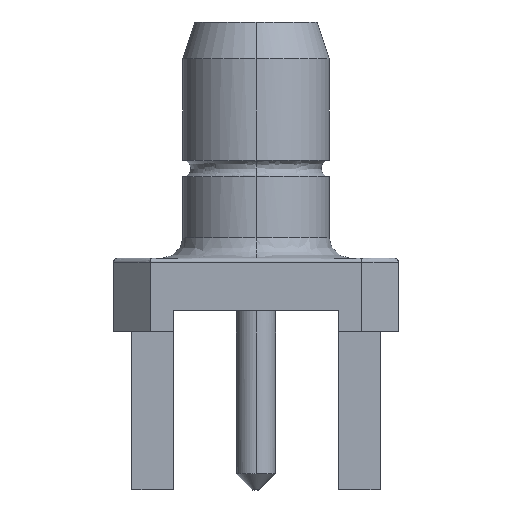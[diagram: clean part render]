
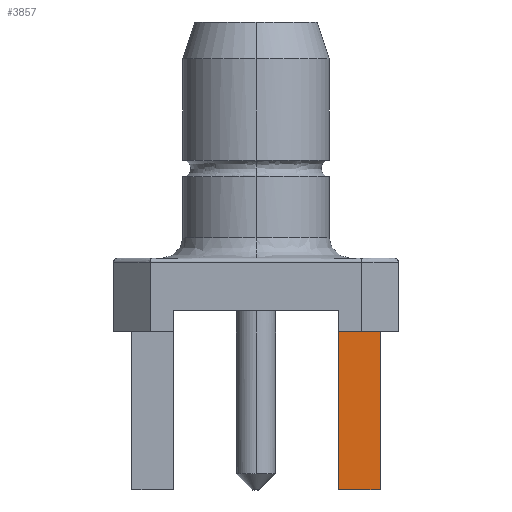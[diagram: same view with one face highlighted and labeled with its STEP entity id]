
A CAD part, left-side view. The second image highlights one B-rep face of the part: STEP entity #3857.
In plain terms, the highlighted free-form (B-spline) face has degree [1, 1] with [2, 2] control points.
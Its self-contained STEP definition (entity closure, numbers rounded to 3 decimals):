
#1784 = B_SPLINE_SURFACE_WITH_KNOTS('',1,1,(
    (#1785,#1786)
    ,(#1787,#1788
    )),.UNSPECIFIED.,.F.,.F.,.F.,(2,2),(2,2),(0.,4.4),(-1.47,0.),
  .PIECEWISE_BEZIER_KNOTS.);
#1785 = CARTESIAN_POINT('',(-1.378,-0.799,-1.5));
#1786 = CARTESIAN_POINT('',(-0.799,-0.799,-1.5));
#1787 = CARTESIAN_POINT('',(-1.378,-0.799,0.232));
#1788 = CARTESIAN_POINT('',(-0.799,-0.799,0.232));
#2092 = B_SPLINE_SURFACE_WITH_KNOTS('',1,1,(
    (#2093,#2094)
    ,(#2095,#2096
    )),.UNSPECIFIED.,.F.,.F.,.F.,(2,2),(2,2),(-0.735,-0.285),(-0.285,
    0.735),.PIECEWISE_BEZIER_KNOTS.);
#2093 = CARTESIAN_POINT('',(-1.378,-1.201,0.035));
#2094 = CARTESIAN_POINT('',(-1.378,-0.799,0.035));
#2095 = CARTESIAN_POINT('',(-1.201,-1.201,0.035));
#2096 = CARTESIAN_POINT('',(-1.201,-0.799,0.035));
#2798 = VERTEX_POINT('',#2799);
#2799 = CARTESIAN_POINT('',(-1.201,-1.201,0.035));
#2840 = EDGE_CURVE('',#2798,#2841,#2843,.T.);
#2841 = VERTEX_POINT('',#2842);
#2842 = CARTESIAN_POINT('',(-1.201,-0.799,0.035));
#2843 = SURFACE_CURVE('',#2844,(#2847,#2853),.PCURVE_S1.);
#2844 = B_SPLINE_CURVE_WITH_KNOTS('',1,(#2845,#2846),.UNSPECIFIED.,.F.,
  .F.,(2,2),(-0.285,0.735),.PIECEWISE_BEZIER_KNOTS.);
#2845 = CARTESIAN_POINT('',(-1.201,-1.201,0.035));
#2846 = CARTESIAN_POINT('',(-1.201,-0.799,0.035));
#2847 = PCURVE('',#2092,#2848);
#2848 = DEFINITIONAL_REPRESENTATION('',(#2849),#2852);
#2849 = B_SPLINE_CURVE_WITH_KNOTS('',1,(#2850,#2851),.UNSPECIFIED.,.F.,
  .F.,(2,2),(-0.285,0.735),.PIECEWISE_BEZIER_KNOTS.);
#2850 = CARTESIAN_POINT('',(-0.285,-0.285));
#2851 = CARTESIAN_POINT('',(-0.285,0.735));
#2852 = ( GEOMETRIC_REPRESENTATION_CONTEXT(2) 
PARAMETRIC_REPRESENTATION_CONTEXT() REPRESENTATION_CONTEXT('2D SPACE',''
  ) );
#2853 = PCURVE('',#2854,#2859);
#2854 = B_SPLINE_SURFACE_WITH_KNOTS('',1,1,(
    (#2855,#2856)
    ,(#2857,#2858
    )),.UNSPECIFIED.,.F.,.F.,.F.,(2,2),(2,2),(0.,3.9),(-0.51,0.51),
  .PIECEWISE_BEZIER_KNOTS.);
#2855 = CARTESIAN_POINT('',(-1.201,-1.201,-1.5));
#2856 = CARTESIAN_POINT('',(-1.201,-0.799,-1.5));
#2857 = CARTESIAN_POINT('',(-1.201,-1.201,0.035));
#2858 = CARTESIAN_POINT('',(-1.201,-0.799,0.035));
#2859 = DEFINITIONAL_REPRESENTATION('',(#2860),#2863);
#2860 = B_SPLINE_CURVE_WITH_KNOTS('',1,(#2861,#2862),.UNSPECIFIED.,.F.,
  .F.,(2,2),(-0.285,0.735),.PIECEWISE_BEZIER_KNOTS.);
#2861 = CARTESIAN_POINT('',(3.9,-0.51));
#2862 = CARTESIAN_POINT('',(3.9,0.51));
#2863 = ( GEOMETRIC_REPRESENTATION_CONTEXT(2) 
PARAMETRIC_REPRESENTATION_CONTEXT() REPRESENTATION_CONTEXT('2D SPACE',''
  ) );
#3674 = B_SPLINE_SURFACE_WITH_KNOTS('',1,1,(
    (#3675,#3676)
    ,(#3677,#3678
    )),.UNSPECIFIED.,.F.,.F.,.F.,(2,2),(2,2),(-0.51,0.51),(0.,3.9),
  .PIECEWISE_BEZIER_KNOTS.);
#3675 = CARTESIAN_POINT('',(-1.201,-1.201,-1.5));
#3676 = CARTESIAN_POINT('',(-1.201,-1.201,0.035));
#3677 = CARTESIAN_POINT('',(-0.799,-1.201,-1.5));
#3678 = CARTESIAN_POINT('',(-0.799,-1.201,0.035));
#3857 = ADVANCED_FACE('',(#3858),#2854,.F.);
#3858 = FACE_BOUND('',#3859,.T.);
#3859 = EDGE_LOOP('',(#3860,#3861,#3881,#3906));
#3860 = ORIENTED_EDGE('',*,*,#2840,.F.);
#3861 = ORIENTED_EDGE('',*,*,#3862,.F.);
#3862 = EDGE_CURVE('',#3863,#2798,#3865,.T.);
#3863 = VERTEX_POINT('',#3864);
#3864 = CARTESIAN_POINT('',(-1.201,-1.201,-1.5));
#3865 = SURFACE_CURVE('',#3866,(#3869,#3875),.PCURVE_S1.);
#3866 = B_SPLINE_CURVE_WITH_KNOTS('',1,(#3867,#3868),.UNSPECIFIED.,.F.,
  .F.,(2,2),(0.,3.9),.PIECEWISE_BEZIER_KNOTS.);
#3867 = CARTESIAN_POINT('',(-1.201,-1.201,-1.5));
#3868 = CARTESIAN_POINT('',(-1.201,-1.201,0.035));
#3869 = PCURVE('',#2854,#3870);
#3870 = DEFINITIONAL_REPRESENTATION('',(#3871),#3874);
#3871 = B_SPLINE_CURVE_WITH_KNOTS('',1,(#3872,#3873),.UNSPECIFIED.,.F.,
  .F.,(2,2),(0.,3.9),.PIECEWISE_BEZIER_KNOTS.);
#3872 = CARTESIAN_POINT('',(0.,-0.51));
#3873 = CARTESIAN_POINT('',(3.9,-0.51));
#3874 = ( GEOMETRIC_REPRESENTATION_CONTEXT(2) 
PARAMETRIC_REPRESENTATION_CONTEXT() REPRESENTATION_CONTEXT('2D SPACE',''
  ) );
#3875 = PCURVE('',#3674,#3876);
#3876 = DEFINITIONAL_REPRESENTATION('',(#3877),#3880);
#3877 = B_SPLINE_CURVE_WITH_KNOTS('',1,(#3878,#3879),.UNSPECIFIED.,.F.,
  .F.,(2,2),(0.,3.9),.PIECEWISE_BEZIER_KNOTS.);
#3878 = CARTESIAN_POINT('',(-0.51,0.));
#3879 = CARTESIAN_POINT('',(-0.51,3.9));
#3880 = ( GEOMETRIC_REPRESENTATION_CONTEXT(2) 
PARAMETRIC_REPRESENTATION_CONTEXT() REPRESENTATION_CONTEXT('2D SPACE',''
  ) );
#3881 = ORIENTED_EDGE('',*,*,#3882,.F.);
#3882 = EDGE_CURVE('',#3883,#3863,#3885,.T.);
#3883 = VERTEX_POINT('',#3884);
#3884 = CARTESIAN_POINT('',(-1.201,-0.799,-1.5));
#3885 = SURFACE_CURVE('',#3886,(#3889,#3895),.PCURVE_S1.);
#3886 = B_SPLINE_CURVE_WITH_KNOTS('',1,(#3887,#3888),.UNSPECIFIED.,.F.,
  .F.,(2,2),(-0.51,0.51),.PIECEWISE_BEZIER_KNOTS.);
#3887 = CARTESIAN_POINT('',(-1.201,-0.799,-1.5));
#3888 = CARTESIAN_POINT('',(-1.201,-1.201,-1.5));
#3889 = PCURVE('',#2854,#3890);
#3890 = DEFINITIONAL_REPRESENTATION('',(#3891),#3894);
#3891 = B_SPLINE_CURVE_WITH_KNOTS('',1,(#3892,#3893),.UNSPECIFIED.,.F.,
  .F.,(2,2),(-0.51,0.51),.PIECEWISE_BEZIER_KNOTS.);
#3892 = CARTESIAN_POINT('',(0.,0.51));
#3893 = CARTESIAN_POINT('',(0.,-0.51));
#3894 = ( GEOMETRIC_REPRESENTATION_CONTEXT(2) 
PARAMETRIC_REPRESENTATION_CONTEXT() REPRESENTATION_CONTEXT('2D SPACE',''
  ) );
#3895 = PCURVE('',#3896,#3901);
#3896 = B_SPLINE_SURFACE_WITH_KNOTS('',1,1,(
    (#3897,#3898)
    ,(#3899,#3900
    )),.UNSPECIFIED.,.F.,.F.,.F.,(2,2),(2,2),(-0.51,0.51),(-0.765,0.255)
  ,.PIECEWISE_BEZIER_KNOTS.);
#3897 = CARTESIAN_POINT('',(-1.201,-1.201,-1.5));
#3898 = CARTESIAN_POINT('',(-1.201,-0.799,-1.5));
#3899 = CARTESIAN_POINT('',(-0.799,-1.201,-1.5));
#3900 = CARTESIAN_POINT('',(-0.799,-0.799,-1.5));
#3901 = DEFINITIONAL_REPRESENTATION('',(#3902),#3905);
#3902 = B_SPLINE_CURVE_WITH_KNOTS('',1,(#3903,#3904),.UNSPECIFIED.,.F.,
  .F.,(2,2),(-0.51,0.51),.PIECEWISE_BEZIER_KNOTS.);
#3903 = CARTESIAN_POINT('',(-0.51,0.255));
#3904 = CARTESIAN_POINT('',(-0.51,-0.765));
#3905 = ( GEOMETRIC_REPRESENTATION_CONTEXT(2) 
PARAMETRIC_REPRESENTATION_CONTEXT() REPRESENTATION_CONTEXT('2D SPACE',''
  ) );
#3906 = ORIENTED_EDGE('',*,*,#3907,.F.);
#3907 = EDGE_CURVE('',#2841,#3883,#3908,.T.);
#3908 = SURFACE_CURVE('',#3909,(#3912,#3918),.PCURVE_S1.);
#3909 = B_SPLINE_CURVE_WITH_KNOTS('',1,(#3910,#3911),.UNSPECIFIED.,.F.,
  .F.,(2,2),(-3.9,-0.),.PIECEWISE_BEZIER_KNOTS.);
#3910 = CARTESIAN_POINT('',(-1.201,-0.799,0.035));
#3911 = CARTESIAN_POINT('',(-1.201,-0.799,-1.5));
#3912 = PCURVE('',#2854,#3913);
#3913 = DEFINITIONAL_REPRESENTATION('',(#3914),#3917);
#3914 = B_SPLINE_CURVE_WITH_KNOTS('',1,(#3915,#3916),.UNSPECIFIED.,.F.,
  .F.,(2,2),(-3.9,-0.),.PIECEWISE_BEZIER_KNOTS.);
#3915 = CARTESIAN_POINT('',(3.9,0.51));
#3916 = CARTESIAN_POINT('',(0.,0.51));
#3917 = ( GEOMETRIC_REPRESENTATION_CONTEXT(2) 
PARAMETRIC_REPRESENTATION_CONTEXT() REPRESENTATION_CONTEXT('2D SPACE',''
  ) );
#3918 = PCURVE('',#1784,#3919);
#3919 = DEFINITIONAL_REPRESENTATION('',(#3920),#3923);
#3920 = B_SPLINE_CURVE_WITH_KNOTS('',1,(#3921,#3922),.UNSPECIFIED.,.F.,
  .F.,(2,2),(-3.9,-0.),.PIECEWISE_BEZIER_KNOTS.);
#3921 = CARTESIAN_POINT('',(3.9,-1.02));
#3922 = CARTESIAN_POINT('',(0.,-1.02));
#3923 = ( GEOMETRIC_REPRESENTATION_CONTEXT(2) 
PARAMETRIC_REPRESENTATION_CONTEXT() REPRESENTATION_CONTEXT('2D SPACE',''
  ) );
